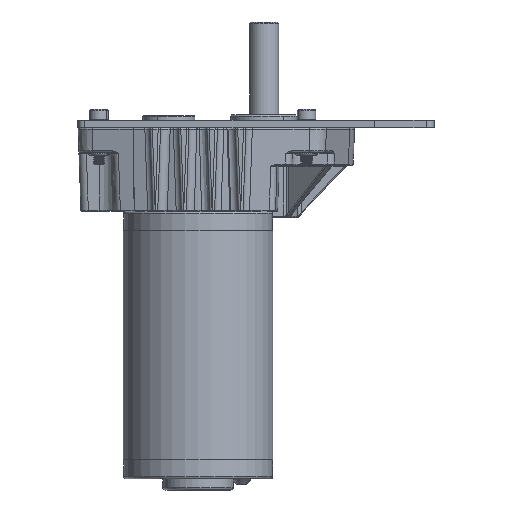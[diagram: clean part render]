
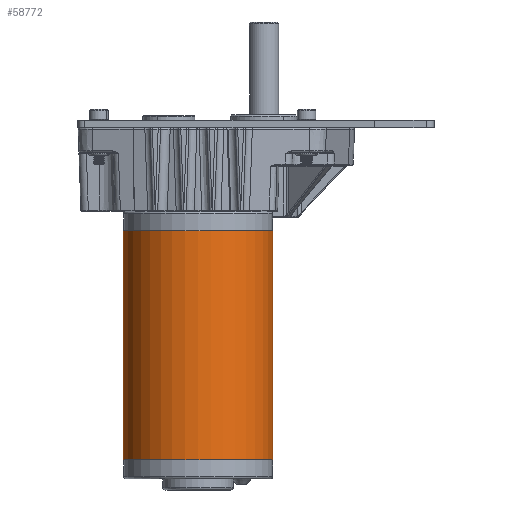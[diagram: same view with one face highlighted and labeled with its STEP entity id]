
A CAD part, left-side view. The second image highlights one B-rep face of the part: STEP entity #58772.
In plain terms, the highlighted cylindrical face has radius 32.004 mm (diameter 64.008 mm), a partial arc.
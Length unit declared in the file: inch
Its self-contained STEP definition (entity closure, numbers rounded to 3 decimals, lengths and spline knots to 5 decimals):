
#1258 = VERTEX_POINT ( 'NONE', #25923 ) ;
#7973 = EDGE_CURVE ( 'NONE', #99098, #16159, #22981, .T. ) ;
#9928 = DIRECTION ( 'NONE',  ( -1., 0., 0. ) ) ;
#10673 = CARTESIAN_POINT ( 'NONE',  ( 0.14, 4.303, 0.426 ) ) ;
#13438 = FACE_OUTER_BOUND ( 'NONE', #60308, .T. ) ;
#15124 = VECTOR ( 'NONE', #41855, 39.37008 ) ;
#16159 = VERTEX_POINT ( 'NONE', #40804 ) ;
#17824 = LINE ( 'NONE', #10673, #15124 ) ;
#17993 = VERTEX_POINT ( 'NONE', #32393 ) ;
#22981 = LINE ( 'NONE', #54200, #58763 ) ;
#24399 = EDGE_CURVE ( 'NONE', #16159, #1258, #68197, .T. ) ;
#25923 = CARTESIAN_POINT ( 'NONE',  ( 0.14, 4.303, -3.438 ) ) ;
#30840 = DIRECTION ( 'NONE',  ( 0., 0., -1. ) ) ;
#32393 = CARTESIAN_POINT ( 'NONE',  ( 0.14, 4.303, 0.426 ) ) ;
#33961 = CARTESIAN_POINT ( 'NONE',  ( 1.4, 4.303, -3.438 ) ) ;
#37143 = DIRECTION ( 'NONE',  ( -1., 0., 0. ) ) ;
#40804 = CARTESIAN_POINT ( 'NONE',  ( 2.66, 4.303, -3.438 ) ) ;
#41855 = DIRECTION ( 'NONE',  ( 0., 0., -1. ) ) ;
#44144 = CYLINDRICAL_SURFACE ( 'NONE', #59113, 1.26 ) ;
#49444 = CARTESIAN_POINT ( 'NONE',  ( 2.66, 4.303, 0.426 ) ) ;
#52830 = DIRECTION ( 'NONE',  ( -1., 0., 0. ) ) ;
#54200 = CARTESIAN_POINT ( 'NONE',  ( 2.66, 4.303, 0.426 ) ) ;
#55888 = AXIS2_PLACEMENT_3D ( 'NONE', #67302, #76011, #37143 ) ;
#58670 = EDGE_CURVE ( 'NONE', #99098, #17993, #99903, .T. ) ;
#58763 = VECTOR ( 'NONE', #77183, 39.37008 ) ;
#58772 = ADVANCED_FACE ( 'NONE', ( #13438 ), #44144, .T. ) ;
#59113 = AXIS2_PLACEMENT_3D ( 'NONE', #75330, #30840, #52830 ) ;
#60308 = EDGE_LOOP ( 'NONE', ( #88825, #73191, #94483, #79419 ) ) ;
#66521 = AXIS2_PLACEMENT_3D ( 'NONE', #33961, #87693, #9928 ) ;
#67302 = CARTESIAN_POINT ( 'NONE',  ( 1.4, 4.303, 0.426 ) ) ;
#68197 = CIRCLE ( 'NONE', #66521, 1.26 ) ;
#73191 = ORIENTED_EDGE ( 'NONE', *, *, #58670, .T. ) ;
#75330 = CARTESIAN_POINT ( 'NONE',  ( 1.4, 4.303, 0.426 ) ) ;
#76011 = DIRECTION ( 'NONE',  ( 0., 0., -1. ) ) ;
#77183 = DIRECTION ( 'NONE',  ( 0., 0., -1. ) ) ;
#79419 = ORIENTED_EDGE ( 'NONE', *, *, #24399, .F. ) ;
#87693 = DIRECTION ( 'NONE',  ( 0., 0., -1. ) ) ;
#88825 = ORIENTED_EDGE ( 'NONE', *, *, #7973, .F. ) ;
#94483 = ORIENTED_EDGE ( 'NONE', *, *, #97797, .T. ) ;
#97797 = EDGE_CURVE ( 'NONE', #17993, #1258, #17824, .T. ) ;
#99098 = VERTEX_POINT ( 'NONE', #49444 ) ;
#99903 = CIRCLE ( 'NONE', #55888, 1.26 ) ;
